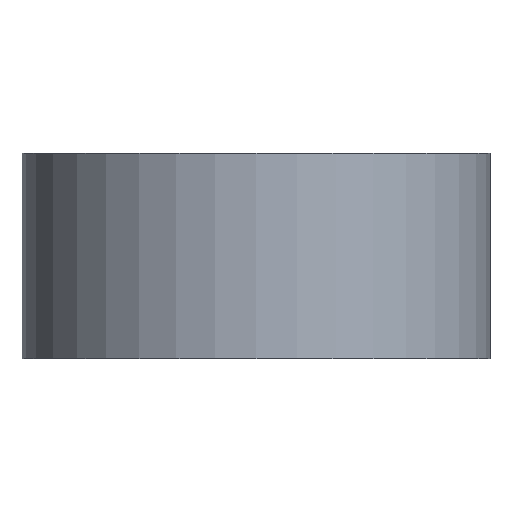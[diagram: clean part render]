
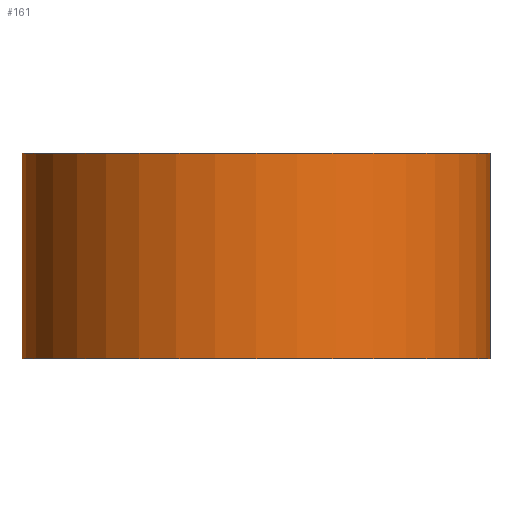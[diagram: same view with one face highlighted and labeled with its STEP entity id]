
A CAD part, front view. The second image highlights one B-rep face of the part: STEP entity #161.
In plain terms, the highlighted cylindrical face has radius 2.85 mm (diameter 5.7 mm), a partial arc.
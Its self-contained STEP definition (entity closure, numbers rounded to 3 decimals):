
#17=CARTESIAN_POINT('',(0.,0.,0.));
#18=DIRECTION('',(0.,0.,1.));
#19=DIRECTION('',(-1.,0.,0.));
#20=AXIS2_PLACEMENT_3D('',#17,#18,#19);
#45=CARTESIAN_POINT('',(0.,0.,2.5));
#46=DIRECTION('',(0.,0.,1.));
#47=DIRECTION('',(-1.,0.,0.));
#48=AXIS2_PLACEMENT_3D('',#45,#46,#47);
#50=DIRECTION('',(0.,0.,1.));
#51=VECTOR('',#50,2.5);
#52=CARTESIAN_POINT('',(2.85,0.,0.));
#53=LINE('',#52,#51);
#54=DIRECTION('',(0.,0.,1.));
#55=VECTOR('',#54,2.5);
#56=CARTESIAN_POINT('',(-2.85,0.,0.));
#57=LINE('',#56,#55);
#62=CARTESIAN_POINT('',(2.85,0.,0.));
#63=CARTESIAN_POINT('',(-2.85,0.,0.));
#64=VERTEX_POINT('',#62);
#65=VERTEX_POINT('',#63);
#70=CARTESIAN_POINT('',(2.85,0.,2.5));
#71=CARTESIAN_POINT('',(-2.85,0.,2.5));
#72=VERTEX_POINT('',#70);
#73=VERTEX_POINT('',#71);
#150=CARTESIAN_POINT('',(0.,0.,0.));
#151=DIRECTION('',(0.,0.,1.));
#152=DIRECTION('',(1.,0.,0.));
#153=AXIS2_PLACEMENT_3D('',#150,#151,#152);
#154=CYLINDRICAL_SURFACE('',#153,2.85);
#155=ORIENTED_EDGE('',*,*,#81,.F.);
#156=ORIENTED_EDGE('',*,*,#145,.T.);
#157=ORIENTED_EDGE('',*,*,#127,.T.);
#158=ORIENTED_EDGE('',*,*,#142,.F.);
#159=EDGE_LOOP('',(#155,#156,#157,#158));
#160=FACE_OUTER_BOUND('',#159,.F.);
#161=ADVANCED_FACE('',(#160),#154,.T.);
#21=CIRCLE('',#20,2.85);
#49=CIRCLE('',#48,2.85);
#81=EDGE_CURVE('',#65,#64,#21,.T.);
#127=EDGE_CURVE('',#73,#72,#49,.T.);
#142=EDGE_CURVE('',#64,#72,#53,.T.);
#145=EDGE_CURVE('',#65,#73,#57,.T.);
